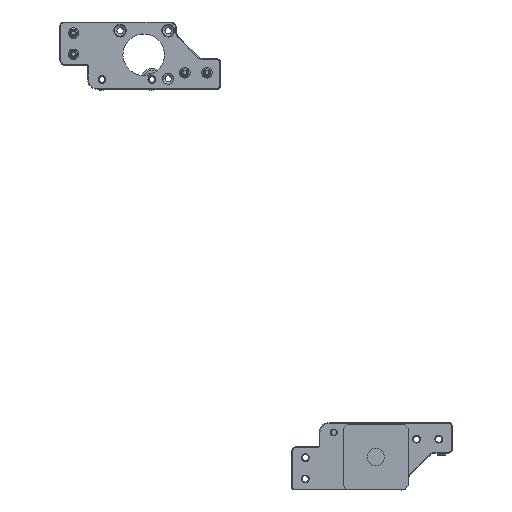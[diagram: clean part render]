
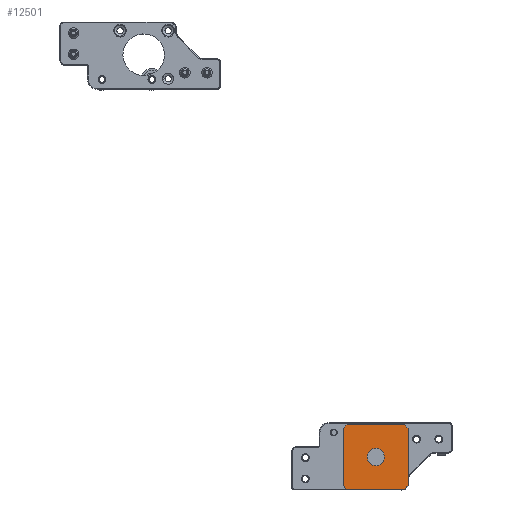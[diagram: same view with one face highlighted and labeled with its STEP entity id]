
A CAD part, top view. The second image highlights one B-rep face of the part: STEP entity #12501.
In plain terms, the highlighted face is planar.
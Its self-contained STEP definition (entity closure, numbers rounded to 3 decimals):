
#445=PLANE('',#13559);
#723=FACE_BOUND('',#1872,.T.);
#1085=FACE_OUTER_BOUND('',#1871,.T.);
#1871=EDGE_LOOP('',(#8819,#8820,#8821,#8822,#8823,#8824,#8825,#8826));
#1872=EDGE_LOOP('',(#8827));
#2751=LINE('',#22429,#3641);
#2752=LINE('',#22431,#3642);
#2753=LINE('',#22433,#3643);
#2754=LINE('',#22435,#3644);
#2755=LINE('',#22437,#3645);
#2756=LINE('',#22439,#3646);
#2757=LINE('',#22441,#3647);
#2758=LINE('',#22442,#3648);
#3641=VECTOR('',#15573,1000.);
#3642=VECTOR('',#15574,1000.);
#3643=VECTOR('',#15575,1000.);
#3644=VECTOR('',#15576,1000.);
#3645=VECTOR('',#15577,1000.);
#3646=VECTOR('',#15578,1000.);
#3647=VECTOR('',#15579,1000.);
#3648=VECTOR('',#15580,1000.);
#4597=CIRCLE('',#13560,4.699);
#5446=VERTEX_POINT('',#22427);
#5447=VERTEX_POINT('',#22428);
#5448=VERTEX_POINT('',#22430);
#5449=VERTEX_POINT('',#22432);
#5450=VERTEX_POINT('',#22434);
#5451=VERTEX_POINT('',#22436);
#5452=VERTEX_POINT('',#22438);
#5453=VERTEX_POINT('',#22440);
#5454=VERTEX_POINT('',#22443);
#6705=EDGE_CURVE('',#5446,#5447,#2751,.T.);
#6706=EDGE_CURVE('',#5448,#5446,#2752,.T.);
#6707=EDGE_CURVE('',#5448,#5449,#2753,.T.);
#6708=EDGE_CURVE('',#5449,#5450,#2754,.T.);
#6709=EDGE_CURVE('',#5451,#5450,#2755,.T.);
#6710=EDGE_CURVE('',#5451,#5452,#2756,.T.);
#6711=EDGE_CURVE('',#5452,#5453,#2757,.T.);
#6712=EDGE_CURVE('',#5453,#5447,#2758,.T.);
#6713=EDGE_CURVE('',#5454,#5454,#4597,.T.);
#8819=ORIENTED_EDGE('',*,*,#6705,.F.);
#8820=ORIENTED_EDGE('',*,*,#6706,.F.);
#8821=ORIENTED_EDGE('',*,*,#6707,.T.);
#8822=ORIENTED_EDGE('',*,*,#6708,.T.);
#8823=ORIENTED_EDGE('',*,*,#6709,.F.);
#8824=ORIENTED_EDGE('',*,*,#6710,.T.);
#8825=ORIENTED_EDGE('',*,*,#6711,.T.);
#8826=ORIENTED_EDGE('',*,*,#6712,.T.);
#8827=ORIENTED_EDGE('',*,*,#6713,.T.);
#12501=ADVANCED_FACE('',(#1085,#723),#445,.T.);
#13559=AXIS2_PLACEMENT_3D('',#22426,#15571,#15572);
#13560=AXIS2_PLACEMENT_3D('',#22444,#15581,#15582);
#15571=DIRECTION('center_axis',(0.,-1.,0.));
#15572=DIRECTION('ref_axis',(1.,0.,0.));
#15573=DIRECTION('',(0.,0.,-1.));
#15574=DIRECTION('',(0.707,0.,-0.707));
#15575=DIRECTION('',(-1.,0.,0.));
#15576=DIRECTION('',(-0.707,0.,-0.707));
#15577=DIRECTION('',(0.,0.,1.));
#15578=DIRECTION('',(0.707,0.,-0.707));
#15579=DIRECTION('',(1.,0.,0.));
#15580=DIRECTION('',(0.707,0.,0.707));
#15581=DIRECTION('center_axis',(0.,1.,0.));
#15582=DIRECTION('ref_axis',(0.,0.,
-1.));
#22426=CARTESIAN_POINT('Origin',(-17.526,-11.843,-17.526));
#22427=CARTESIAN_POINT('',(0.074,-11.843,-2.074));
#22428=CARTESIAN_POINT('',(0.074,-11.843,-32.978));
#22429=CARTESIAN_POINT('',(0.074,-11.843,-8.763));
#22430=CARTESIAN_POINT('',(-2.074,-11.843,0.074));
#22431=CARTESIAN_POINT('',(-1.,-11.843,-1.));
#22432=CARTESIAN_POINT('',(-32.978,-11.843,0.074));
#22433=CARTESIAN_POINT('',(-26.289,-11.843,0.074));
#22434=CARTESIAN_POINT('',(-35.126,-11.843,-2.074));
#22435=CARTESIAN_POINT('',(-34.052,-11.843,-1.));
#22436=CARTESIAN_POINT('',(-35.126,-11.843,-32.978));
#22437=CARTESIAN_POINT('',(-35.126,-11.843,-26.289));
#22438=CARTESIAN_POINT('',(-32.978,-11.843,-35.126));
#22439=CARTESIAN_POINT('',(-34.052,-11.843,-34.052));
#22440=CARTESIAN_POINT('',(-2.074,-11.843,-35.126));
#22441=CARTESIAN_POINT('',(-8.763,-11.843,-35.126));
#22442=CARTESIAN_POINT('',(-1.,-11.843,-34.052));
#22443=CARTESIAN_POINT('',(-17.526,-11.843,-12.827));
#22444=CARTESIAN_POINT('Origin',(-17.526,-11.843,-17.526));
